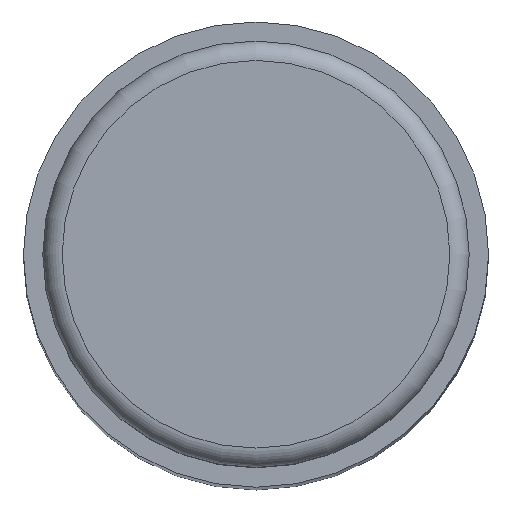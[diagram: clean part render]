
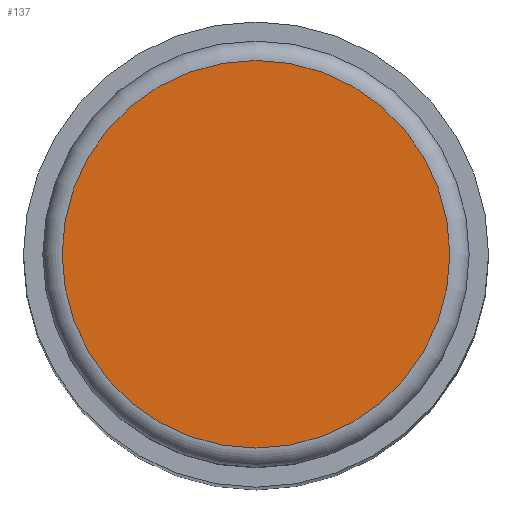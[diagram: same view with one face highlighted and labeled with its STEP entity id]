
A CAD part, top view. The second image highlights one B-rep face of the part: STEP entity #137.
In plain terms, the highlighted planar face has unit normal (0, 0, 1).
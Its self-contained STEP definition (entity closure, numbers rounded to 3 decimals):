
#30=FACE_OUTER_BOUND('',#40,.T.);
#40=EDGE_LOOP('',(#90));
#52=CIRCLE('',#168,5.);
#64=VERTEX_POINT('',#241);
#74=EDGE_CURVE('',#64,#64,#52,.T.);
#90=ORIENTED_EDGE('',*,*,#74,.T.);
#122=PLANE('',#167);
#137=ADVANCED_FACE('',(#30),#122,.T.);
#167=AXIS2_PLACEMENT_3D('',#240,#191,#192);
#168=AXIS2_PLACEMENT_3D('',#242,#193,#194);
#191=DIRECTION('center_axis',(0.,0.,1.));
#192=DIRECTION('ref_axis',(1.,0.,0.));
#193=DIRECTION('center_axis',(0.,0.,1.));
#194=DIRECTION('ref_axis',(1.,0.,0.));
#240=CARTESIAN_POINT('Origin',(0.,0.,0.));
#241=CARTESIAN_POINT('',(-5.,0.,0.));
#242=CARTESIAN_POINT('Origin',(0.,0.,0.));
